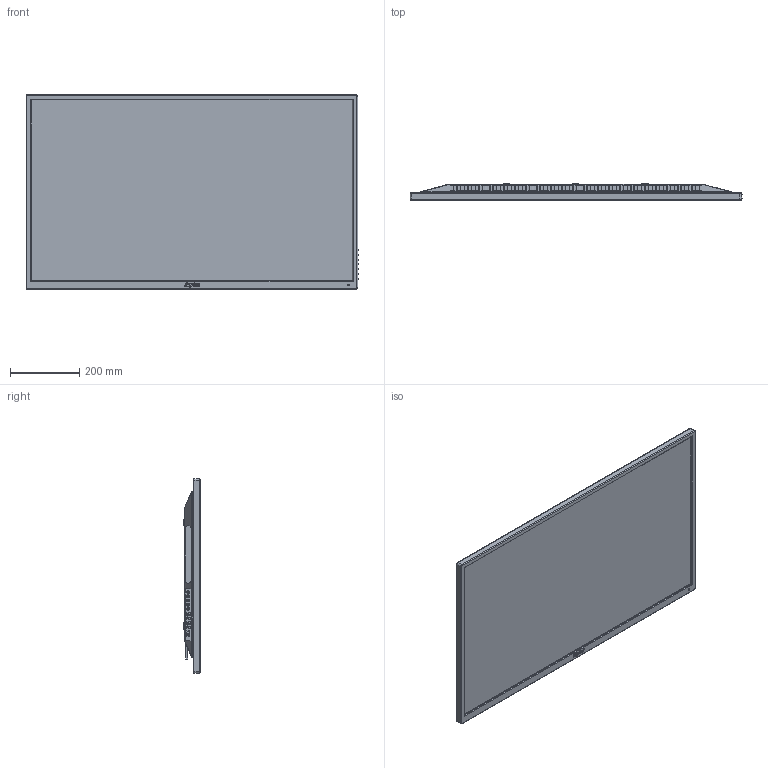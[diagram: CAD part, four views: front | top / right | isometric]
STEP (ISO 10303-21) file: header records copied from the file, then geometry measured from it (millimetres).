
FILE_DESCRIPTION(/* description */ ('','CAx-IF Rec.Pracs.---Representation and Presentation of Product Manufacturing Information (PMI)---3.8---2014-02-18'),/* implementation_level */ '2;1');
FILE_NAME(/* name */ '42 inch TV.stp',/* time_stamp */ '2017-08-04T13:52:09+05:00',/* author */ ('Anindo Ghosh'),/* organization */ (''),/* preprocessor_version */ 'ST-DEVELOPER v16.5',/* originating_system */ 'Autodesk Inventor 2017',/* authorisation */ '');
FILE_SCHEMA (('AP242_MANAGED_MODEL_BASED_3D_ENGINEERING_MIM_LF { 1 0 10303 442 1 1 4 }'));
Length unit declared in the file: millimetre
Products named in the file (1): 42 inch TV
Bounding box: 960.75 x 47.26 x 563.01 mm (x, y, z)
Volume: 15661101.4 mm3; surface area: 2704819.2 mm2
Topology: 61 solids, 61 shells, 1600 faces, 3952 edges, 2592 vertices
Faces by surface type: plane 751, cylinder 681, bspline 113, torus 51, sphere 3, cone 1
Full cylindrical faces by diameter (mm): 3.175 x10, 5 x2, 6.75 x20, 8 x7, 8.25 x10, 18 x6
Entity records: 50549 total; most frequent: CARTESIAN_POINT 12751, ORIENTED_EDGE 7728, DIRECTION 7575, EDGE_CURVE 3864, AXIS2_PLACEMENT_3D 2583, VERTEX_POINT 2571, LINE 2409, VECTOR 2409
